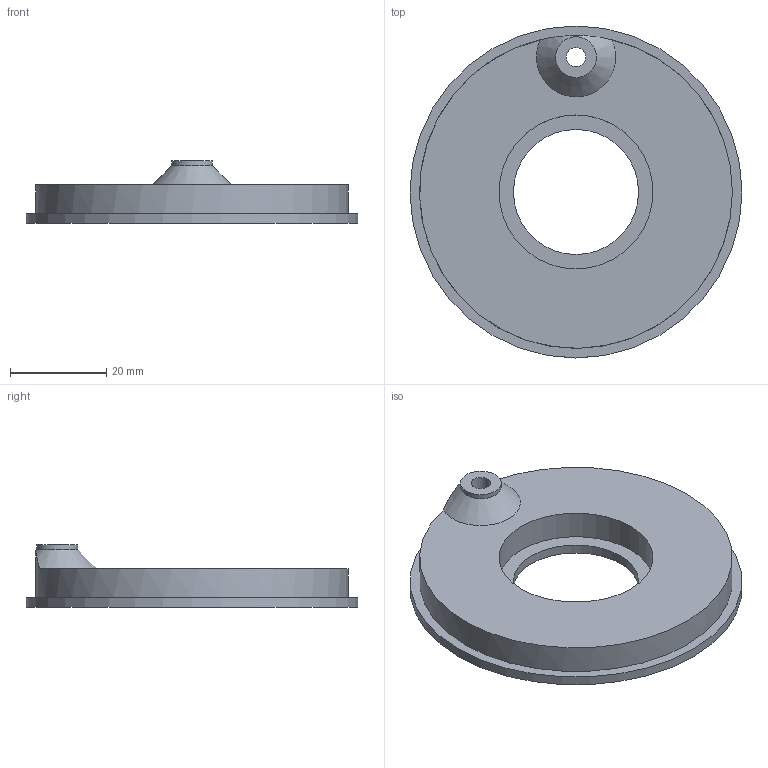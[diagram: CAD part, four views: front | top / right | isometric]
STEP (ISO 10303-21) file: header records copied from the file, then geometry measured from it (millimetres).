
FILE_DESCRIPTION(/* description */ (''),/* implementation_level */ '2;1');
FILE_NAME(/* name */ 'TopBearing_v1.step',/* time_stamp */ '2023-12-13T12:04:55-06:00',/* author */ (''),/* organization */ (''),/* preprocessor_version */ 'ST-DEVELOPER v20',/* originating_system */ 'Autodesk Translation Framework v12.14.0.127',/* authorisation */ '');
FILE_SCHEMA (('AUTOMOTIVE_DESIGN { 1 0 10303 214 3 1 1 }'));
Length unit declared in the file: millimetre
Products named in the file (1): TopBearing
Bounding box: 69 x 69 x 13 mm (x, y, z)
Volume: 21843.9 mm3; surface area: 9090.1 mm2
Topology: 1 solids, 1 shells, 12 faces, 23 edges, 15 vertices
Faces by surface type: cylinder 6, plane 5, cone 1
Full cylindrical faces by diameter (mm): 4 x1, 8.48 x1, 26 x1, 32 x1, 65 x1, 69 x1
Entity records: 368 total; most frequent: CARTESIAN_POINT 66, DIRECTION 63, ORIENTED_EDGE 46, AXIS2_PLACEMENT_3D 28, EDGE_CURVE 23, EDGE_LOOP 18, CIRCLE 15, VERTEX_POINT 15
